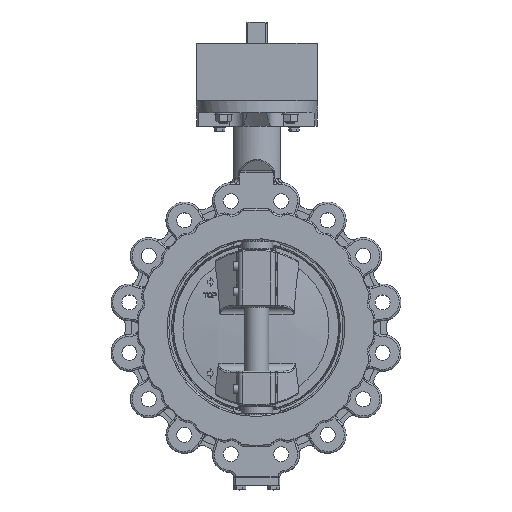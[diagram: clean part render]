
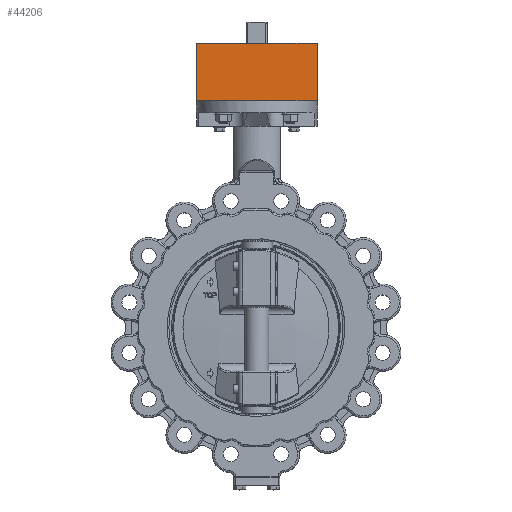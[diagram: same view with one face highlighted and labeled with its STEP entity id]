
A CAD part, top view. The second image highlights one B-rep face of the part: STEP entity #44206.
In plain terms, the highlighted planar face has unit normal (0, 0, 1).
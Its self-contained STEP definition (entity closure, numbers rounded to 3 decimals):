
#1480=LINE('',#66483,#4008);
#1483=LINE('',#66489,#4011);
#1514=LINE('',#66609,#4042);
#1520=LINE('',#66618,#4048);
#1521=LINE('',#66619,#4049);
#4008=VECTOR('',#52980,10.);
#4011=VECTOR('',#52987,10.);
#4042=VECTOR('',#53108,10.);
#4048=VECTOR('',#53120,10.);
#4049=VECTOR('',#53121,10.);
#7115=PLANE('',#47168);
#9245=FACE_OUTER_BOUND('',#12102,.T.);
#12102=EDGE_LOOP('',(#29434,#29435,#29436,#29437,#29438));
#17971=VERTEX_POINT('',#66480);
#17972=VERTEX_POINT('',#66482);
#17973=VERTEX_POINT('',#66487);
#18016=VERTEX_POINT('',#66606);
#18017=VERTEX_POINT('',#66608);
#22380=EDGE_CURVE('',#17972,#17971,#1480,.T.);
#22384=EDGE_CURVE('',#17971,#17973,#1483,.T.);
#22441=EDGE_CURVE('',#18017,#18016,#1514,.T.);
#22447=EDGE_CURVE('',#17973,#18017,#1520,.T.);
#22448=EDGE_CURVE('',#17972,#18016,#1521,.T.);
#29434=ORIENTED_EDGE('',*,*,#22380,.T.);
#29435=ORIENTED_EDGE('',*,*,#22384,.T.);
#29436=ORIENTED_EDGE('',*,*,#22447,.T.);
#29437=ORIENTED_EDGE('',*,*,#22441,.T.);
#29438=ORIENTED_EDGE('',*,*,#22448,.F.);
#44206=ADVANCED_FACE('',(#9245),#7115,.T.);
#47168=AXIS2_PLACEMENT_3D('',#66617,#53118,#53119);
#52980=DIRECTION('',(1.,0.,0.));
#52987=DIRECTION('',(1.,0.,0.));
#53108=DIRECTION('',(-1.,0.,0.));
#53118=DIRECTION('center_axis',(0.,0.,1.));
#53119=DIRECTION('ref_axis',(0.,1.,0.));
#53120=DIRECTION('',(0.,1.,0.));
#53121=DIRECTION('',(0.,1.,0.));
#66480=CARTESIAN_POINT('',(1.5,396.,105.));
#66482=CARTESIAN_POINT('',(-103.5,396.,105.));
#66483=CARTESIAN_POINT('',(-103.5,396.,105.));
#66487=CARTESIAN_POINT('',(106.5,396.,105.));
#66489=CARTESIAN_POINT('',(-103.5,396.,105.));
#66606=CARTESIAN_POINT('',(-103.5,496.,105.));
#66608=CARTESIAN_POINT('',(106.5,496.,105.));
#66609=CARTESIAN_POINT('',(-103.5,496.,105.));
#66617=CARTESIAN_POINT('Origin',(-103.5,446.,105.));
#66618=CARTESIAN_POINT('',(106.5,446.,105.));
#66619=CARTESIAN_POINT('',(-103.5,446.,105.));
